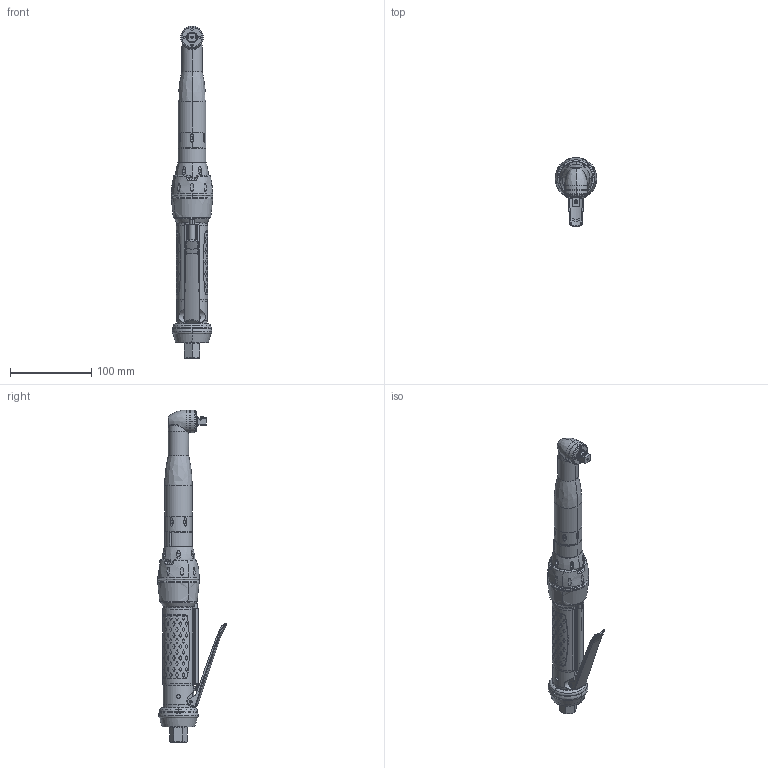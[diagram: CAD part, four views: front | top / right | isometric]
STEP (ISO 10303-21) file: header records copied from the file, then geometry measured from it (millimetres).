
FILE_DESCRIPTION((''),'2;1');
FILE_NAME('8431063319_SW_ASM','2016-02-16T',('TOOcsr'),(''),'CREO PARAMETRIC BY PTC INC, 2015380','CREO PARAMETRIC BY PTC INC, 2015380','');
FILE_SCHEMA(('CONFIG_CONTROL_DESIGN','GEOMETRIC_VALIDATION_PROPERTIES_MIM'));
Length unit declared in the file: millimetre
Products named in the file (32): 4210437800_AF0; 4210202903_AF0; 4210437100; 4210437180_ASM; 4214070100_ASM; 4210394104; 4210437203_SPEC1; 4210437203_ASM; 4210212204; 0108169171_SPEC; 4210201605_AF2; 4210469101; 4214060410_ASM; 4210436803; 4210437900_SPEC1; 4210436900; 4210468501; 4210468401; 0663210652_AF0; 0663210652_AF1; 4214040310_ASM; 4210442000_AF2; 4210442060_AF1_ASM; 4210334833; 4090066100_AF0; 4220242600_AF0; 0108169062; 4220488000; 4220244700_AF0; 4210442080_AF0_ASM; 4214000100_ASM; 8431063319_SW_ASM
Assembly tree (31 placements, depth 5):
  8431063319_SW_ASM
    4214070100_ASM
      4210437800_AF0
      4210202903_AF0
      4210437180_ASM
        4210437100
    4214060410_ASM
      4210437203_ASM
        4210394104
        4210437203_SPEC1
      4210212204
      0108169171_SPEC
      4210201605_AF2
      4210469101
    4214040310_ASM
      4210436803
      4210437900_SPEC1
      4210436900
      4210468501
      4210468401
      0663210652_AF0
      0663210652_AF1
    4214000100_ASM
      4210442080_AF0_ASM
        4210442060_AF1_ASM
          4210442000_AF2
        4210334833
        4090066100_AF0
        4220242600_AF0
        0108169062
        4220488000
        4220244700_AF0
Bounding box: 51.4 x 84.73 x 408.3 mm (x, y, z)
Volume: 186324 mm3; surface area: 172393.3 mm2
Topology: 23 solids, 24 shells, 2065 faces, 5300 edges, 3434 vertices
Faces by surface type: bspline 933, cylinder 549, plane 298, torus 142, cone 135, sphere 4, extrusion 4
Entity records: 130423 total; most frequent: CARTESIAN_POINT 59328, ORIENTED_EDGE 10584, PRESENTATION_STYLE_ASSIGNMENT 6922, STYLED_ITEM 6922, DIRECTION 5768, EDGE_CURVE 5292, CURVE_STYLE 5263, VERTEX_POINT 3434
